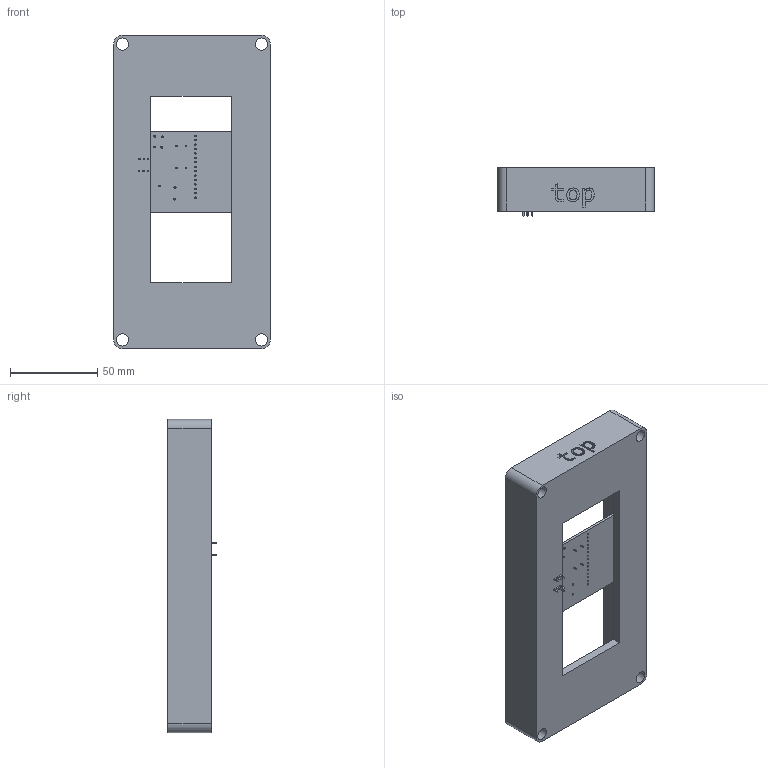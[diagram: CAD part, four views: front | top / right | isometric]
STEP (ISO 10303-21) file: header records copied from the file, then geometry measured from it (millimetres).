
FILE_DESCRIPTION(/* description */ (''),/* implementation_level */ '2;1');
FILE_NAME(/* name */ 'FanCtrl.step',/* time_stamp */ '2025-08-07T23:39:25+03:00',/* author */ (''),/* organization */ (''),/* preprocessor_version */ 'ST-DEVELOPER v20.1',/* originating_system */ 'Autodesk Translation Framework v14.10.0.0',/* authorisation */ '');
FILE_SCHEMA (('AUTOMOTIVE_DESIGN { 1 0 10303 214 3 1 1 }'));
Length unit declared in the file: millimetre
Products named in the file (7): fanctrl; FanCtrl 1; FanCtrl_PCB; SOT-23-6; R_Axial_DIN0309_L9.0mm_D3.2mm_P12.70mm_Horizontal; TO-220-3_Vertical; D_DO-41_SOD81_P10.16mm_Horizontal
Assembly tree (12 placements, depth 3):
  fanctrl
    FanCtrl 1
      TO-220-3_Vertical  x2
      SOT-23-6  x2
      R_Axial_DIN0309_L9.0mm_D3.2mm_P12.70mm_Horizontal  x4
      D_DO-41_SOD81_P10.16mm_Horizontal  x2
      FanCtrl_PCB
Bounding box: 90 x 28.52 x 180 mm (x, y, z)
Volume: 157198.8 mm3; surface area: 58472.6 mm2
Topology: 12 solids, 12 shells, 794 faces, 2089 edges, 1358 vertices
Faces by surface type: plane 423, bspline 205, cylinder 154, torus 12
Full cylindrical faces by diameter (mm): 0.7 x16, 0.8 x46, 1.1 x10, 1.2 x6, 2.7 x4, 2.72 x2, 2.88 x4, 3.2 x8, 3.735 x2, 7 x4
Entity records: 20065 total; most frequent: CARTESIAN_POINT 6481, ORIENTED_EDGE 3026, DIRECTION 2089, EDGE_CURVE 1513, VERTEX_POINT 992, LINE 901, VECTOR 901, EDGE_LOOP 699
